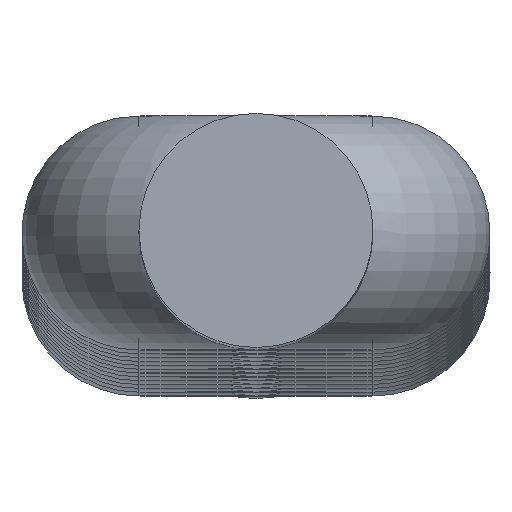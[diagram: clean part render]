
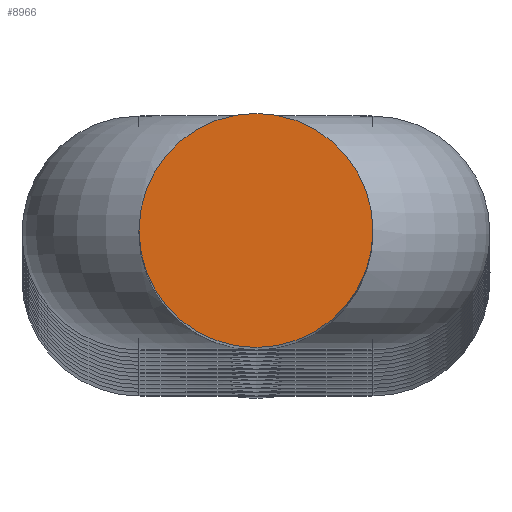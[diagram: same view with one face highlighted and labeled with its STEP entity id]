
A CAD part, top view. The second image highlights one B-rep face of the part: STEP entity #8966.
In plain terms, the highlighted planar face has unit normal (0, 0, 1).
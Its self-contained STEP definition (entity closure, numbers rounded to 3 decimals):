
#667 = CARTESIAN_POINT ( 'NONE',  ( 0., 0., 1000. ) ) ;
#890 = PLANE ( 'NONE',  #7406 ) ;
#1327 = CARTESIAN_POINT ( 'NONE',  ( 8., 0., 1000. ) ) ;
#1891 = VERTEX_POINT ( 'NONE', #1327 ) ;
#3056 = CARTESIAN_POINT ( 'NONE',  ( 0., 0., 1000. ) ) ;
#5069 = FACE_OUTER_BOUND ( 'NONE', #9075, .T. ) ;
#7406 = AXIS2_PLACEMENT_3D ( 'NONE', #3056, #13325, #12314 ) ;
#8966 = ADVANCED_FACE ( 'NONE', ( #5069 ), #890, .T. ) ;
#9075 = EDGE_LOOP ( 'NONE', ( #10751 ) ) ;
#9082 = EDGE_CURVE ( 'NONE', #1891, #1891, #13576, .T. ) ;
#10004 = DIRECTION ( 'NONE',  ( 1., 0., 0. ) ) ;
#10751 = ORIENTED_EDGE ( 'NONE', *, *, #9082, .T. ) ;
#10931 = AXIS2_PLACEMENT_3D ( 'NONE', #667, #11049, #10004 ) ;
#11049 = DIRECTION ( 'NONE',  ( 0., 0., 1. ) ) ;
#12314 = DIRECTION ( 'NONE',  ( 1., 0., 0. ) ) ;
#13325 = DIRECTION ( 'NONE',  ( 0., 0., 1. ) ) ;
#13576 = CIRCLE ( 'NONE', #10931, 8. ) ;
